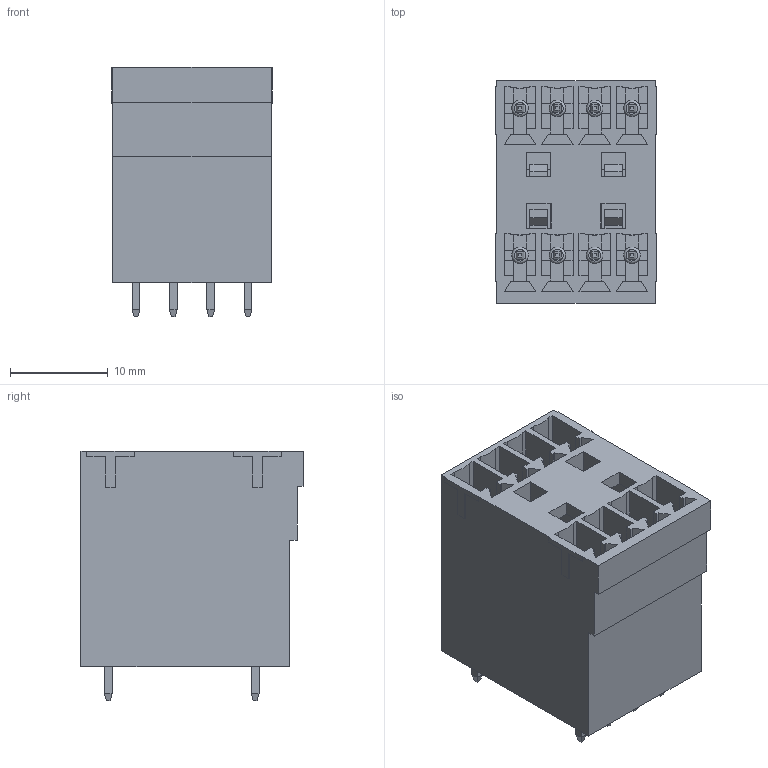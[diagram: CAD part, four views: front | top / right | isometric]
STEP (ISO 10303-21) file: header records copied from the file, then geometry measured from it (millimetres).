
FILE_DESCRIPTION(/* description */ ('Unknown'),/* implementation_level */ '2;1');
FILE_NAME(/* name */ '691329300008',/* time_stamp */ '2023-08-23T17:39:05+02:00',/* author */ ('Unknown'),/* organization */ ('Unknown'),/* preprocessor_version */ 'ST-DEVELOPER v18.102',/* originating_system */ 'Solid Edge',/* authorisation */ 'Unknown');
FILE_SCHEMA (('AUTOMOTIVE_DESIGN {1 0 10303 214 3 1 1}'));
Length unit declared in the file: millimetre
Products named in the file (4): 6913293000xx; 691329300008; 6913293000xx_PIN; 691329300008_CAPOT
Assembly tree (10 placements, depth 2):
  6913293000xx
    691329300008
    6913293000xx_PIN  x8
    691329300008_CAPOT
Bounding box: 16.43 x 22.7 x 25.5 mm (x, y, z)
Volume: 3303.4 mm3; surface area: 8501.8 mm2
Topology: 10 solids, 10 shells, 716 faces, 1922 edges, 1226 vertices
Faces by surface type: plane 692, cylinder 16, torus 8
Full cylindrical faces by diameter (mm): 1.68 x8
Entity records: 19436 total; most frequent: CARTESIAN_POINT 3437, ORIENTED_EDGE 3404, DIRECTION 3040, EDGE_CURVE 1702, LINE 1622, VECTOR 1622, VERTEX_POINT 1106, AXIS2_PLACEMENT_3D 709
